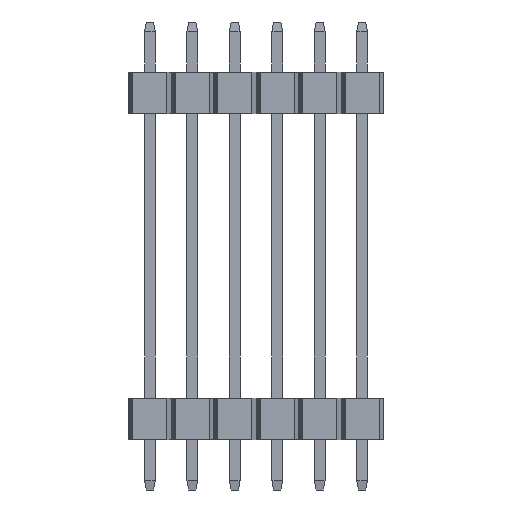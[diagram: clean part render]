
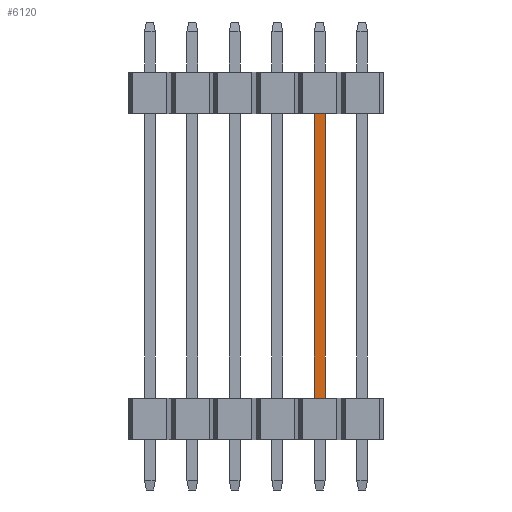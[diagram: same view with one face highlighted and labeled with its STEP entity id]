
A CAD part, front view. The second image highlights one B-rep face of the part: STEP entity #6120.
In plain terms, the highlighted planar face has unit normal (0, -1, 0).
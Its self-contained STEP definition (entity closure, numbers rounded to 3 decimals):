
#162 = ORIENTED_EDGE ( 'NONE', *, *, #3998, .F. ) ;
#329 = DIRECTION ( 'NONE',  ( 0., 1., 0. ) ) ;
#445 = ORIENTED_EDGE ( 'NONE', *, *, #859, .T. ) ;
#662 = AXIS2_PLACEMENT_3D ( 'NONE', #4855, #329, #6365 ) ;
#859 = EDGE_CURVE ( 'NONE', #1575, #5996, #1150, .T. ) ;
#1150 = LINE ( 'NONE', #3120, #1786 ) ;
#1309 = CARTESIAN_POINT ( 'NONE',  ( -39.05, -0.32, 2.5 ) ) ;
#1481 = CARTESIAN_POINT ( 'NONE',  ( -39.69, -0.32, 20. ) ) ;
#1575 = VERTEX_POINT ( 'NONE', #1898 ) ;
#1786 = VECTOR ( 'NONE', #2155, 1000. ) ;
#1898 = CARTESIAN_POINT ( 'NONE',  ( -39.69, -0.32, 2.5 ) ) ;
#2155 = DIRECTION ( 'NONE',  ( 1., 0., 0. ) ) ;
#2326 = LINE ( 'NONE', #2867, #4388 ) ;
#2631 = CARTESIAN_POINT ( 'NONE',  ( -39.05, -0.32, 20. ) ) ;
#2812 = PLANE ( 'NONE',  #662 ) ;
#2867 = CARTESIAN_POINT ( 'NONE',  ( -39.69, -0.32, -3. ) ) ;
#3120 = CARTESIAN_POINT ( 'NONE',  ( -39.69, -0.32, 2.5 ) ) ;
#3441 = FACE_OUTER_BOUND ( 'NONE', #3751, .T. ) ;
#3709 = ORIENTED_EDGE ( 'NONE', *, *, #5980, .F. ) ;
#3751 = EDGE_LOOP ( 'NONE', ( #162, #445, #4241, #3709 ) ) ;
#3814 = LINE ( 'NONE', #6399, #4194 ) ;
#3851 = DIRECTION ( 'NONE',  ( 1., 0., 0. ) ) ;
#3998 = EDGE_CURVE ( 'NONE', #1575, #4077, #2326, .T. ) ;
#4077 = VERTEX_POINT ( 'NONE', #1481 ) ;
#4194 = VECTOR ( 'NONE', #3851, 1000. ) ;
#4241 = ORIENTED_EDGE ( 'NONE', *, *, #4838, .T. ) ;
#4347 = DIRECTION ( 'NONE',  ( 0., 0., 1. ) ) ;
#4388 = VECTOR ( 'NONE', #4903, 1000. ) ;
#4405 = VECTOR ( 'NONE', #4347, 1000. ) ;
#4416 = LINE ( 'NONE', #5371, #4405 ) ;
#4838 = EDGE_CURVE ( 'NONE', #5996, #6250, #4416, .T. ) ;
#4855 = CARTESIAN_POINT ( 'NONE',  ( -39.69, -0.32, -3. ) ) ;
#4903 = DIRECTION ( 'NONE',  ( 0., 0., 1. ) ) ;
#5371 = CARTESIAN_POINT ( 'NONE',  ( -39.05, -0.32, -3. ) ) ;
#5980 = EDGE_CURVE ( 'NONE', #4077, #6250, #3814, .T. ) ;
#5996 = VERTEX_POINT ( 'NONE', #1309 ) ;
#6120 = ADVANCED_FACE ( 'NONE', ( #3441 ), #2812, .F. ) ;
#6250 = VERTEX_POINT ( 'NONE', #2631 ) ;
#6365 = DIRECTION ( 'NONE',  ( 0., 0., 1. ) ) ;
#6399 = CARTESIAN_POINT ( 'NONE',  ( -39.69, -0.32, 20. ) ) ;
